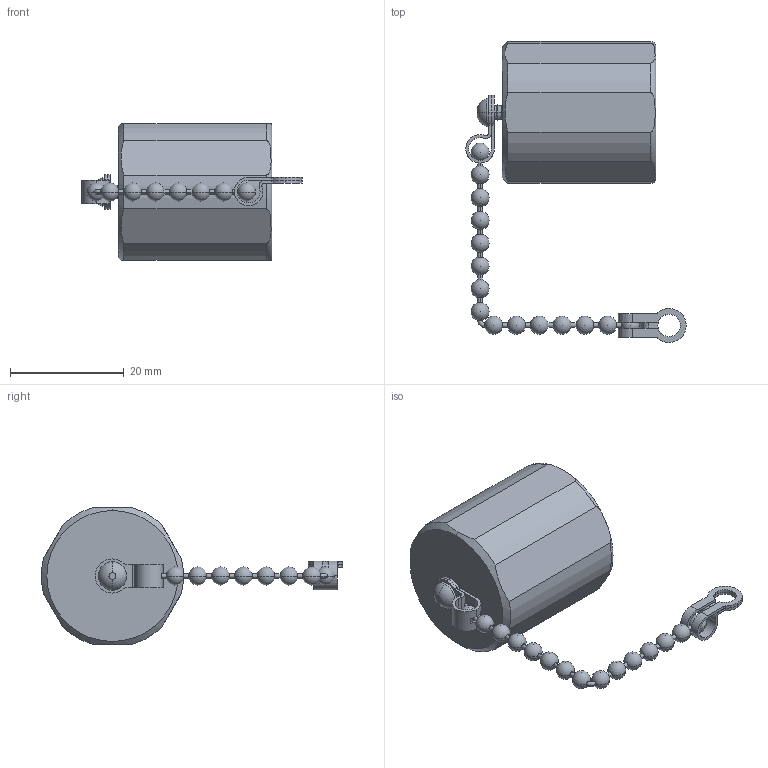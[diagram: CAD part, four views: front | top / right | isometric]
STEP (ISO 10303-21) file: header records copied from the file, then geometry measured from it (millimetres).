
FILE_DESCRIPTION (( 'STEP AP203' ), '1' );
FILE_NAME ('R331803010.STEP', '2026-01-08T14:17:05', ( '' ), ( '' ), 'SwSTEP 2.0', 'SolidWorks 2025', '' );
FILE_SCHEMA (( 'CONFIG_CONTROL_DESIGN' ));
Length unit declared in the file: millimetre
Products named in the file (2): Pièce1^R331803010; R331803010
Assembly tree (1 placements, depth 2):
  R331803010
    Pièce1^R331803010
Bounding box: 38.69 x 52.87 x 24 mm (x, y, z)
Volume: 7697.1 mm3; surface area: 5187.6 mm2
Topology: 2 solids, 7 shells, 228 faces, 653 edges, 398 vertices
Faces by surface type: cylinder 124, cone 36, plane 30, sphere 30, torus 8
Entity records: 7339 total; most frequent: CARTESIAN_POINT 1407, DIRECTION 1359, ORIENTED_EDGE 1152, EDGE_CURVE 576, AXIS2_PLACEMENT_3D 573, VERTEX_POINT 353, CIRCLE 341, EDGE_LOOP 237
